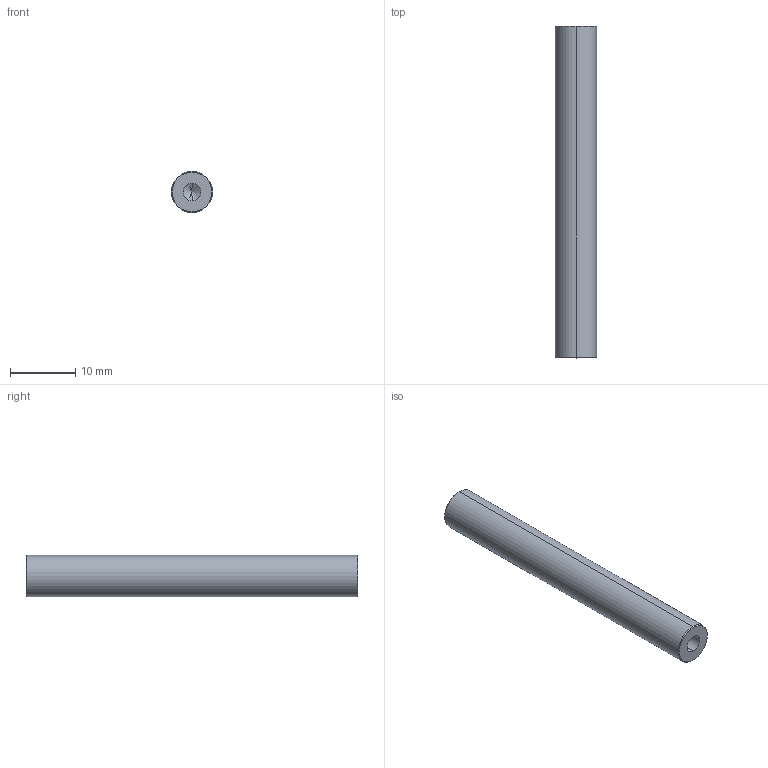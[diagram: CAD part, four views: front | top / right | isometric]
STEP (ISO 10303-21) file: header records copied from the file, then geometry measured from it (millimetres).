
FILE_DESCRIPTION (( 'STEP AP203' ), '1' );
FILE_NAME ('633146.STEP', '2015-02-23T14:32:55', ( 'Kyle' ), ( 'Microsoft' ), 'SwSTEP 2.0', 'SolidWorks 2014', '' );
FILE_SCHEMA (( 'CONFIG_CONTROL_DESIGN' ));
Length unit declared in the file: inch
Products named in the file (1): 633146
Bounding box: 6.34 x 50.8 x 6.34 mm (x, y, z)
Volume: 1502.2 mm3; surface area: 1221.1 mm2
Topology: 1 solids, 1 shells, 16 faces, 34 edges, 18 vertices
Faces by surface type: cone 8, cylinder 6, plane 2
Entity records: 481 total; most frequent: DIRECTION 80, CARTESIAN_POINT 65, ORIENTED_EDGE 60, AXIS2_PLACEMENT_3D 33, EDGE_CURVE 30, VERTEX_POINT 18, EDGE_LOOP 18, ADVANCED_FACE 16
